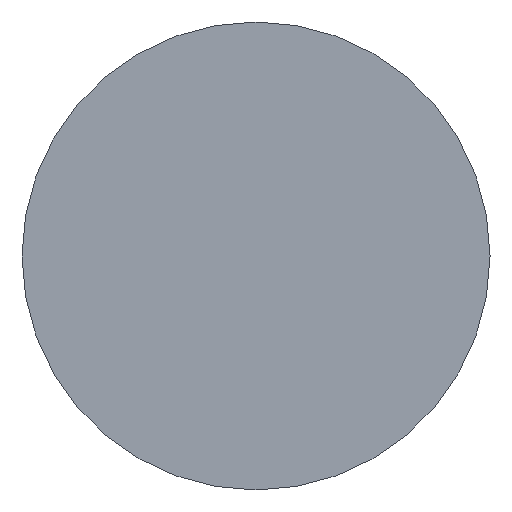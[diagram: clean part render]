
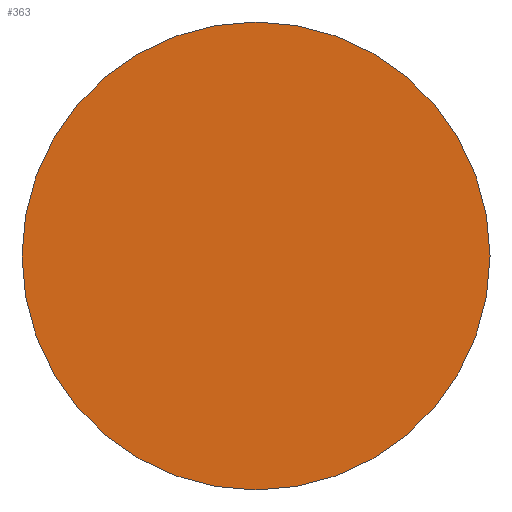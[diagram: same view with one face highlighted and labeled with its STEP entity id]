
A CAD part, front view. The second image highlights one B-rep face of the part: STEP entity #363.
In plain terms, the highlighted planar face has unit normal (0, -1, 0).
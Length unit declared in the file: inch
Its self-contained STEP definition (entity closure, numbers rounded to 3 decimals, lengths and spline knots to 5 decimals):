
#13 = FACE_OUTER_BOUND ( 'NONE', #119, .T. ) ;
#16 = DIRECTION ( 'NONE',  ( 0., -1., 0. ) ) ;
#29 = ORIENTED_EDGE ( 'NONE', *, *, #31, .T. ) ;
#31 = EDGE_CURVE ( 'NONE', #362, #106, #246, .T. ) ;
#80 = AXIS2_PLACEMENT_3D ( 'NONE', #389, #370, #193 ) ;
#106 = VERTEX_POINT ( 'NONE', #148 ) ;
#119 = EDGE_LOOP ( 'NONE', ( #403, #29 ) ) ;
#148 = CARTESIAN_POINT ( 'NONE',  ( 0., 0., -0.1875 ) ) ;
#156 = DIRECTION ( 'NONE',  ( 0., 0., -1. ) ) ;
#165 = DIRECTION ( 'NONE',  ( 0., -1., 0. ) ) ;
#191 = EDGE_CURVE ( 'NONE', #106, #362, #442, .T. ) ;
#193 = DIRECTION ( 'NONE',  ( 0., 0., -1. ) ) ;
#201 = DIRECTION ( 'NONE',  ( 0., 0., -1. ) ) ;
#246 = CIRCLE ( 'NONE', #80, 0.1875 ) ;
#294 = PLANE ( 'NONE',  #324 ) ;
#324 = AXIS2_PLACEMENT_3D ( 'NONE', #384, #165, #201 ) ;
#362 = VERTEX_POINT ( 'NONE', #440 ) ;
#363 = ADVANCED_FACE ( 'NONE', ( #13 ), #294, .T. ) ;
#370 = DIRECTION ( 'NONE',  ( 0., -1., 0. ) ) ;
#384 = CARTESIAN_POINT ( 'NONE',  ( 0., 0., 0. ) ) ;
#389 = CARTESIAN_POINT ( 'NONE',  ( 0., 0., 0. ) ) ;
#403 = ORIENTED_EDGE ( 'NONE', *, *, #191, .T. ) ;
#424 = AXIS2_PLACEMENT_3D ( 'NONE', #428, #16, #156 ) ;
#428 = CARTESIAN_POINT ( 'NONE',  ( 0., 0., 0. ) ) ;
#440 = CARTESIAN_POINT ( 'NONE',  ( 0., 0., 0.1875 ) ) ;
#442 = CIRCLE ( 'NONE', #424, 0.1875 ) ;
